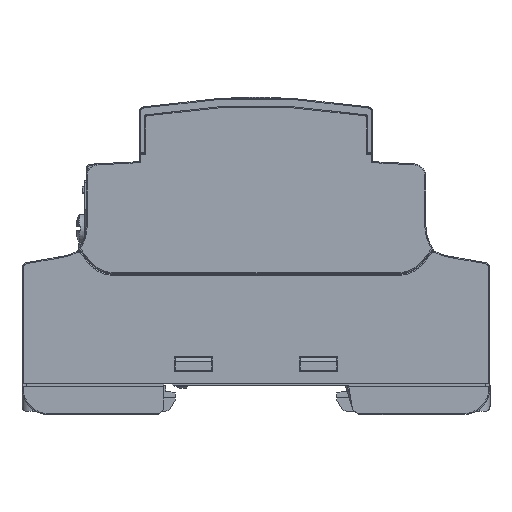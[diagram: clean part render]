
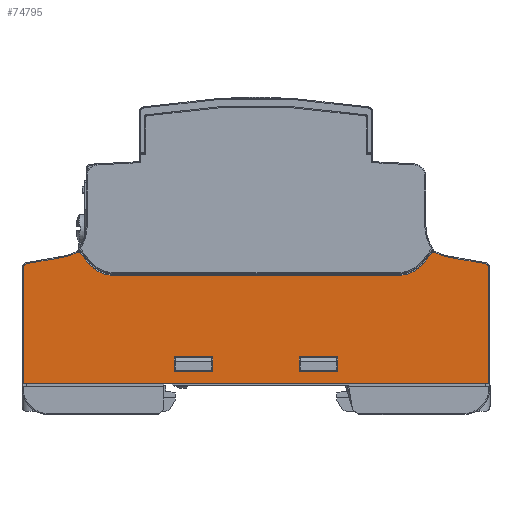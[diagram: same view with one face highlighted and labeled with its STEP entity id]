
A CAD part, left-side view. The second image highlights one B-rep face of the part: STEP entity #74795.
In plain terms, the highlighted planar face has unit normal (-1, 0, 0).
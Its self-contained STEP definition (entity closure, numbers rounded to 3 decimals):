
#2799=DIRECTION('',(0.,1.,0.));
#2800=VECTOR('',#2799,89.6);
#2801=CARTESIAN_POINT('',(-62.3,-44.8,5.9));
#2802=LINE('',#2801,#2800);
#6573=DIRECTION('',(0.,0.,-1.));
#6574=VECTOR('',#6573,22.361);
#6575=CARTESIAN_POINT('',(-62.3,44.8,28.261));
#6576=LINE('',#6575,#6574);
#6580=CARTESIAN_POINT('',(-62.3,44.,28.261));
#6581=DIRECTION('',(-1.,0.,0.));
#6582=DIRECTION('',(0.,0.174,0.985));
#6583=AXIS2_PLACEMENT_3D('',#6580,#6581,#6582);
#6588=DIRECTION('',(0.,0.985,-0.174));
#6589=VECTOR('',#6588,6.963);
#6590=CARTESIAN_POINT('',(-62.3,37.282,30.258));
#6591=LINE('',#6590,#6589);
#6595=CARTESIAN_POINT('',(-62.3,39.053,40.303));
#6596=DIRECTION('',(1.,0.,0.));
#6597=DIRECTION('',(0.,-0.464,-0.886));
#6598=AXIS2_PLACEMENT_3D('',#6595,#6596,#6597);
#6603=CARTESIAN_POINT('',(-62.3,34.184,31.));
#6604=DIRECTION('',(-1.,0.,0.));
#6605=DIRECTION('',(0.,-0.766,0.643));
#6606=AXIS2_PLACEMENT_3D('',#6603,#6604,#6605);
#6611=DIRECTION('',(0.,0.643,0.766));
#6612=VECTOR('',#6611,2.937);
#6613=CARTESIAN_POINT('',(-62.3,32.067,28.943));
#6614=LINE('',#6613,#6612);
#6618=CARTESIAN_POINT('',(-62.3,27.47,32.8));
#6619=DIRECTION('',(1.,0.,0.));
#6620=DIRECTION('',(0.,0.,-1.));
#6621=AXIS2_PLACEMENT_3D('',#6618,#6619,#6620);
#6626=DIRECTION('',(0.,1.,0.));
#6627=VECTOR('',#6626,54.941);
#6628=CARTESIAN_POINT('',(-62.3,-27.47,26.8));
#6629=LINE('',#6628,#6627);
#6633=CARTESIAN_POINT('',(-62.3,-27.47,32.8));
#6634=DIRECTION('',(1.,0.,0.));
#6635=DIRECTION('',(0.,-0.766,-0.643));
#6636=AXIS2_PLACEMENT_3D('',#6633,#6634,#6635);
#6641=DIRECTION('',(0.,0.643,-0.766));
#6642=VECTOR('',#6641,2.937);
#6643=CARTESIAN_POINT('',(-62.3,-33.954,31.193));
#6644=LINE('',#6643,#6642);
#6648=CARTESIAN_POINT('',(-62.3,-34.184,31.));
#6649=DIRECTION('',(-1.,0.,0.));
#6650=DIRECTION('',(0.,-0.464,0.886));
#6651=AXIS2_PLACEMENT_3D('',#6648,#6649,#6650);
#6656=CARTESIAN_POINT('',(-62.3,-39.053,40.303));
#6657=DIRECTION('',(1.,0.,0.));
#6658=DIRECTION('',(0.,0.174,-0.985));
#6659=AXIS2_PLACEMENT_3D('',#6656,#6657,#6658);
#6664=DIRECTION('',(0.,0.985,0.174));
#6665=VECTOR('',#6664,6.963);
#6666=CARTESIAN_POINT('',(-62.3,-44.139,29.049));
#6667=LINE('',#6666,#6665);
#6671=CARTESIAN_POINT('',(-62.3,-44.,28.261));
#6672=DIRECTION('',(-1.,0.,0.));
#6673=DIRECTION('',(0.,-1.,0.));
#6674=AXIS2_PLACEMENT_3D('',#6671,#6672,#6673);
#6679=DIRECTION('',(0.,0.,1.));
#6680=VECTOR('',#6679,22.361);
#6681=CARTESIAN_POINT('',(-62.3,-44.8,5.9));
#6682=LINE('',#6681,#6680);
#6686=DIRECTION('',(0.,0.,1.));
#6687=VECTOR('',#6686,2.8);
#6688=CARTESIAN_POINT('',(-62.3,15.7,8.3));
#6689=LINE('',#6688,#6687);
#6693=DIRECTION('',(0.,1.,0.));
#6694=VECTOR('',#6693,7.4);
#6695=CARTESIAN_POINT('',(-62.3,8.3,8.3));
#6696=LINE('',#6695,#6694);
#6700=DIRECTION('',(0.,0.,-1.));
#6701=VECTOR('',#6700,2.8);
#6702=CARTESIAN_POINT('',(-62.3,8.3,11.1));
#6703=LINE('',#6702,#6701);
#6707=DIRECTION('',(0.,-1.,0.));
#6708=VECTOR('',#6707,7.4);
#6709=CARTESIAN_POINT('',(-62.3,15.7,11.1));
#6710=LINE('',#6709,#6708);
#6714=DIRECTION('',(0.,0.,1.));
#6715=VECTOR('',#6714,2.8);
#6716=CARTESIAN_POINT('',(-62.3,-8.3,8.3));
#6717=LINE('',#6716,#6715);
#6721=DIRECTION('',(0.,1.,0.));
#6722=VECTOR('',#6721,7.4);
#6723=CARTESIAN_POINT('',(-62.3,-15.7,8.3));
#6724=LINE('',#6723,#6722);
#6728=DIRECTION('',(0.,0.,-1.));
#6729=VECTOR('',#6728,2.8);
#6730=CARTESIAN_POINT('',(-62.3,-15.7,11.1));
#6731=LINE('',#6730,#6729);
#6735=DIRECTION('',(0.,-1.,0.));
#6736=VECTOR('',#6735,7.4);
#6737=CARTESIAN_POINT('',(-62.3,-8.3,11.1));
#6738=LINE('',#6737,#6736);
#63548=CARTESIAN_POINT('',(-62.3,44.8,28.261));
#63549=CARTESIAN_POINT('',(-62.3,44.8,5.9));
#63550=VERTEX_POINT('',#63548);
#63551=VERTEX_POINT('',#63549);
#63552=CARTESIAN_POINT('',(-62.3,44.139,29.049));
#63553=VERTEX_POINT('',#63552);
#63556=CARTESIAN_POINT('',(-62.3,37.282,30.258));
#63557=VERTEX_POINT('',#63556);
#63560=CARTESIAN_POINT('',(-62.3,34.323,31.266));
#63561=VERTEX_POINT('',#63560);
#63564=CARTESIAN_POINT('',(-62.3,33.954,31.193));
#63565=VERTEX_POINT('',#63564);
#63566=CARTESIAN_POINT('',(-62.3,32.067,28.943));
#63567=VERTEX_POINT('',#63566);
#63572=CARTESIAN_POINT('',(-62.3,27.47,26.8));
#63573=VERTEX_POINT('',#63572);
#63576=CARTESIAN_POINT('',(-62.3,-27.47,26.8));
#63577=VERTEX_POINT('',#63576);
#63580=CARTESIAN_POINT('',(-62.3,-32.067,28.943));
#63581=VERTEX_POINT('',#63580);
#63584=CARTESIAN_POINT('',(-62.3,-33.954,31.193));
#63585=VERTEX_POINT('',#63584);
#63588=CARTESIAN_POINT('',(-62.3,-34.323,31.266));
#63589=VERTEX_POINT('',#63588);
#63590=CARTESIAN_POINT('',(-62.3,-37.282,30.258));
#63591=VERTEX_POINT('',#63590);
#63596=CARTESIAN_POINT('',(-62.3,-44.139,29.049));
#63597=VERTEX_POINT('',#63596);
#63600=CARTESIAN_POINT('',(-62.3,-44.8,28.261));
#63601=VERTEX_POINT('',#63600);
#63604=CARTESIAN_POINT('',(-62.3,-44.8,5.9));
#63605=VERTEX_POINT('',#63604);
#63680=CARTESIAN_POINT('',(-62.3,15.7,8.3));
#63681=CARTESIAN_POINT('',(-62.3,15.7,11.1));
#63682=VERTEX_POINT('',#63680);
#63683=VERTEX_POINT('',#63681);
#63684=CARTESIAN_POINT('',(-62.3,8.3,11.1));
#63685=VERTEX_POINT('',#63684);
#63686=CARTESIAN_POINT('',(-62.3,8.3,8.3));
#63687=VERTEX_POINT('',#63686);
#63688=CARTESIAN_POINT('',(-62.3,-8.3,8.3));
#63689=CARTESIAN_POINT('',(-62.3,-8.3,11.1));
#63690=VERTEX_POINT('',#63688);
#63691=VERTEX_POINT('',#63689);
#63692=CARTESIAN_POINT('',(-62.3,-15.7,11.1));
#63693=VERTEX_POINT('',#63692);
#63694=CARTESIAN_POINT('',(-62.3,-15.7,8.3));
#63695=VERTEX_POINT('',#63694);
#74739=CARTESIAN_POINT('',(-62.3,0.,9.9));
#74740=DIRECTION('',(1.,0.,0.));
#74741=DIRECTION('',(0.,1.,0.));
#74742=AXIS2_PLACEMENT_3D('',#74739,#74740,#74741);
#74743=PLANE('',#74742);
#74744=ORIENTED_EDGE('',*,*,#74718,.F.);
#74745=ORIENTED_EDGE('',*,*,#74729,.F.);
#74747=ORIENTED_EDGE('',*,*,#74746,.F.);
#74749=ORIENTED_EDGE('',*,*,#74748,.F.);
#74751=ORIENTED_EDGE('',*,*,#74750,.F.);
#74753=ORIENTED_EDGE('',*,*,#74752,.F.);
#74755=ORIENTED_EDGE('',*,*,#74754,.F.);
#74757=ORIENTED_EDGE('',*,*,#74756,.F.);
#74759=ORIENTED_EDGE('',*,*,#74758,.F.);
#74761=ORIENTED_EDGE('',*,*,#74760,.F.);
#74763=ORIENTED_EDGE('',*,*,#74762,.F.);
#74765=ORIENTED_EDGE('',*,*,#74764,.F.);
#74767=ORIENTED_EDGE('',*,*,#74766,.F.);
#74769=ORIENTED_EDGE('',*,*,#74768,.F.);
#74771=ORIENTED_EDGE('',*,*,#74770,.F.);
#74772=ORIENTED_EDGE('',*,*,#71721,.T.);
#74773=EDGE_LOOP('',(#74744,#74745,#74747,#74749,#74751,#74753,#74755,#74757,
#74759,#74761,#74763,#74765,#74767,#74769,#74771,#74772));
#74774=FACE_OUTER_BOUND('',#74773,.F.);
#74776=ORIENTED_EDGE('',*,*,#74775,.F.);
#74778=ORIENTED_EDGE('',*,*,#74777,.F.);
#74780=ORIENTED_EDGE('',*,*,#74779,.F.);
#74782=ORIENTED_EDGE('',*,*,#74781,.F.);
#74783=EDGE_LOOP('',(#74776,#74778,#74780,#74782));
#74784=FACE_BOUND('',#74783,.F.);
#74786=ORIENTED_EDGE('',*,*,#74785,.F.);
#74788=ORIENTED_EDGE('',*,*,#74787,.F.);
#74790=ORIENTED_EDGE('',*,*,#74789,.F.);
#74792=ORIENTED_EDGE('',*,*,#74791,.F.);
#74793=EDGE_LOOP('',(#74786,#74788,#74790,#74792));
#74794=FACE_BOUND('',#74793,.F.);
#6584=CIRCLE('',#6583,0.8);
#6599=CIRCLE('',#6598,10.2);
#6607=CIRCLE('',#6606,0.3);
#6622=CIRCLE('',#6621,6.);
#6637=CIRCLE('',#6636,6.);
#6652=CIRCLE('',#6651,0.3);
#6660=CIRCLE('',#6659,10.2);
#6675=CIRCLE('',#6674,0.8);
#71721=EDGE_CURVE('',#63605,#63551,#2802,.T.);
#74718=EDGE_CURVE('',#63550,#63551,#6576,.T.);
#74729=EDGE_CURVE('',#63553,#63550,#6584,.T.);
#74746=EDGE_CURVE('',#63557,#63553,#6591,.T.);
#74748=EDGE_CURVE('',#63561,#63557,#6599,.T.);
#74750=EDGE_CURVE('',#63565,#63561,#6607,.T.);
#74752=EDGE_CURVE('',#63567,#63565,#6614,.T.);
#74754=EDGE_CURVE('',#63573,#63567,#6622,.T.);
#74756=EDGE_CURVE('',#63577,#63573,#6629,.T.);
#74758=EDGE_CURVE('',#63581,#63577,#6637,.T.);
#74760=EDGE_CURVE('',#63585,#63581,#6644,.T.);
#74762=EDGE_CURVE('',#63589,#63585,#6652,.T.);
#74764=EDGE_CURVE('',#63591,#63589,#6660,.T.);
#74766=EDGE_CURVE('',#63597,#63591,#6667,.T.);
#74768=EDGE_CURVE('',#63601,#63597,#6675,.T.);
#74770=EDGE_CURVE('',#63605,#63601,#6682,.T.);
#74775=EDGE_CURVE('',#63682,#63683,#6689,.T.);
#74777=EDGE_CURVE('',#63687,#63682,#6696,.T.);
#74779=EDGE_CURVE('',#63685,#63687,#6703,.T.);
#74781=EDGE_CURVE('',#63683,#63685,#6710,.T.);
#74785=EDGE_CURVE('',#63690,#63691,#6717,.T.);
#74787=EDGE_CURVE('',#63695,#63690,#6724,.T.);
#74789=EDGE_CURVE('',#63693,#63695,#6731,.T.);
#74791=EDGE_CURVE('',#63691,#63693,#6738,.T.);
#74795=ADVANCED_FACE('',(#74774,#74784,#74794),#74743,.F.);
